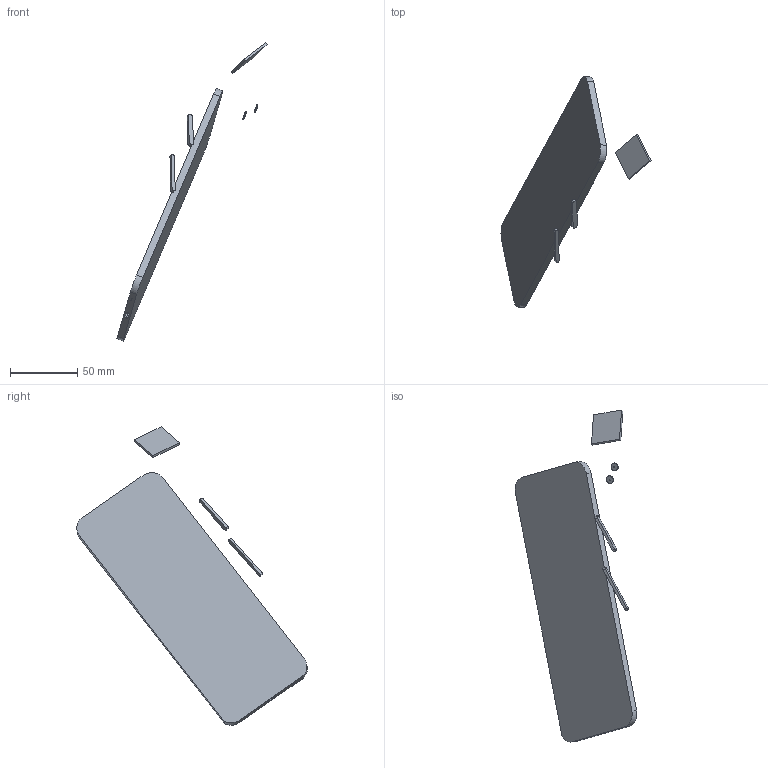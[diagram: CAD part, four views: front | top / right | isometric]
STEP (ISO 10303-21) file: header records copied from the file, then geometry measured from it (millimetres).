
FILE_DESCRIPTION (( 'STEP AP203' ), '1' );
FILE_NAME ('軜腦鼛.STEP', '2025-01-14T13:02:33', ( '' ), ( '' ), 'SwSTEP 2.0', 'SolidWorks 2024', '' );
FILE_SCHEMA (( 'CONFIG_CONTROL_DESIGN' ));
Length unit declared in the file: millimetre
Products named in the file (6): 零件7; 零件5; 邹福鑫; 零件6; 零件1; 零件4
Assembly tree (6 placements, depth 2):
  邹福鑫
    零件5  x2
    零件1
    零件4
    零件6
    零件7
Bounding box: 111.94 x 171.94 x 222.59 mm (x, y, z)
Volume: 77045.1 mm3; surface area: 37493.7 mm2
Topology: 6 solids, 6 shells, 60 faces, 123 edges, 82 vertices
Faces by surface type: plane 33, cylinder 23, torus 4
Entity records: 2097 total; most frequent: DIRECTION 283, CARTESIAN_POINT 247, ORIENTED_EDGE 222, EDGE_CURVE 111, AXIS2_PLACEMENT_3D 110, VERTEX_POINT 74, VECTOR 63, LINE 63
